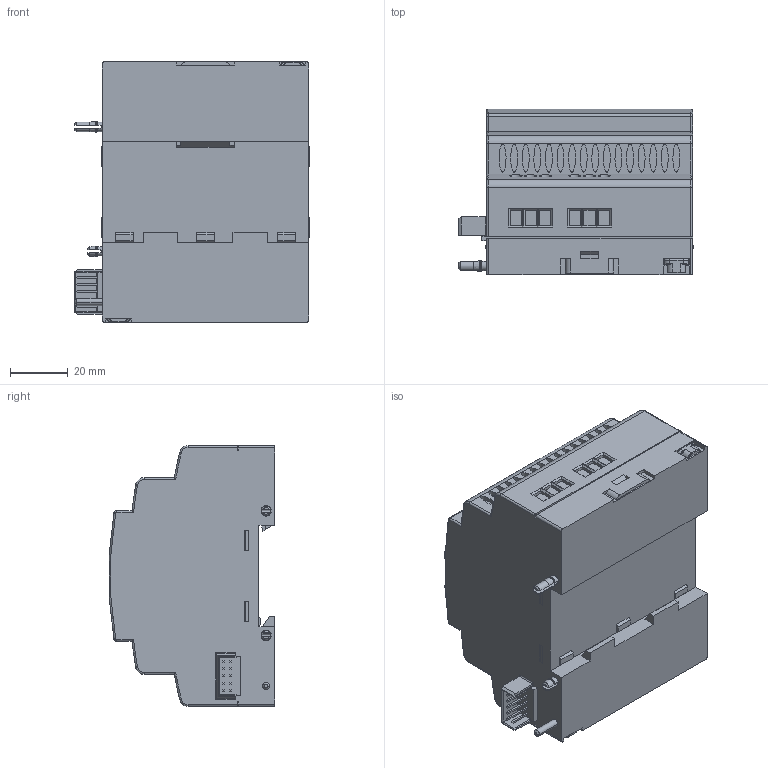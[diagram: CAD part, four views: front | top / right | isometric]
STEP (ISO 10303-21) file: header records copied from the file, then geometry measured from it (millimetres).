
FILE_DESCRIPTION((''),'2;1');
FILE_NAME('_XR10_SW0001','2011-12-08T',('LPADBY2'),('CROUZET-AUTOMATISMES'),'PRO/ENGINEER BY PARAMETRIC TECHNOLOGY CORPORATION, 2009090','PRO/ENGINEER BY PARAMETRIC TECHNOLOGY CORPORATION, 2009090','');
FILE_SCHEMA(('CONFIG_CONTROL_DESIGN'));
Length unit declared in the file: millimetre
Products named in the file (1): _XR10_SW0001
Bounding box: 80.9 x 57.2 x 90 mm (x, y, z)
Volume: 298894.8 mm3; surface area: 32342.3 mm2
Topology: 1 solids, 1 shells, 605 faces, 1420 edges, 894 vertices
Faces by surface type: plane 389, cylinder 104, extrusion 64, torus 30, cone 10, bspline 8
Entity records: 20577 total; most frequent: CARTESIAN_POINT 6952, ORIENTED_EDGE 2840, DIRECTION 2554, EDGE_CURVE 1420, VECTOR 1088, LINE 1024, VERTEX_POINT 894, AXIS2_PLACEMENT_3D 733
